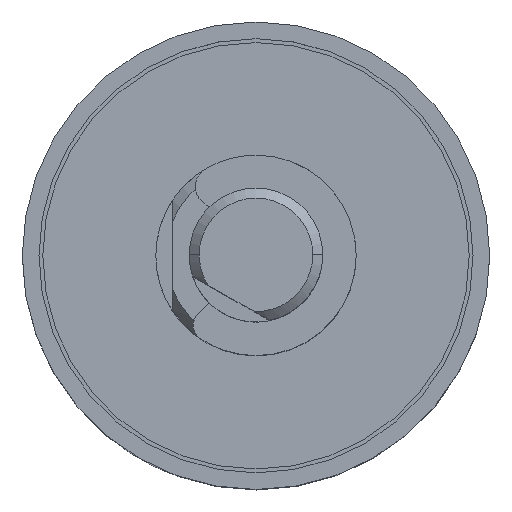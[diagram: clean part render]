
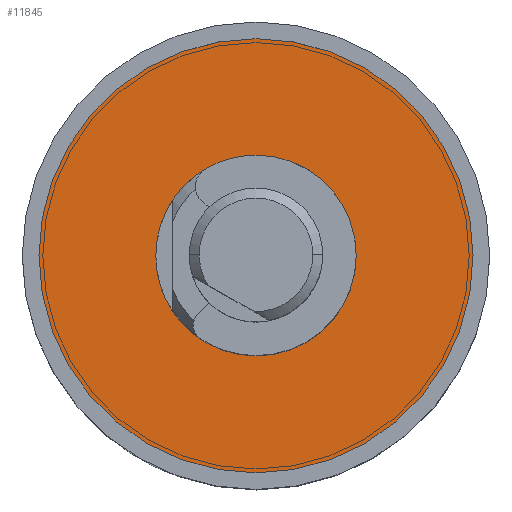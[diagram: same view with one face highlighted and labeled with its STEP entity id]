
A CAD part, top view. The second image highlights one B-rep face of the part: STEP entity #11845.
In plain terms, the highlighted planar face has unit normal (0, 0, 1).
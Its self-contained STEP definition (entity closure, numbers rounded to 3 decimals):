
#622 = CARTESIAN_POINT ( 'NONE',  ( 3., 0., 0.5 ) ) ;
#668 = CARTESIAN_POINT ( 'NONE',  ( 0., 0., 0.5 ) ) ;
#798 = DIRECTION ( 'NONE',  ( 0., 0., 1. ) ) ;
#1231 = CARTESIAN_POINT ( 'NONE',  ( 6.5, 0., 0.5 ) ) ;
#1551 = AXIS2_PLACEMENT_3D ( 'NONE', #622, #4420, #8910 ) ;
#1660 = ORIENTED_EDGE ( 'NONE', *, *, #4215, .T. ) ;
#1742 = CIRCLE ( 'NONE', #2917, 3. ) ;
#2523 = CIRCLE ( 'NONE', #7959, 3. ) ;
#2614 = CIRCLE ( 'NONE', #5612, 6.5 ) ;
#2917 = AXIS2_PLACEMENT_3D ( 'NONE', #9600, #6817, #4143 ) ;
#3446 = DIRECTION ( 'NONE',  ( 1., 0., 0. ) ) ;
#3485 = CARTESIAN_POINT ( 'NONE',  ( 0., 0., 0.5 ) ) ;
#3740 = ORIENTED_EDGE ( 'NONE', *, *, #9012, .T. ) ;
#4016 = FACE_OUTER_BOUND ( 'NONE', #11364, .T. ) ;
#4143 = DIRECTION ( 'NONE',  ( -1., 0., 0. ) ) ;
#4215 = EDGE_CURVE ( 'NONE', #7223, #6017, #2523, .T. ) ;
#4330 = DIRECTION ( 'NONE',  ( -1., 0., 0. ) ) ;
#4379 = PLANE ( 'NONE',  #1551 ) ;
#4420 = DIRECTION ( 'NONE',  ( 0., 0., 1. ) ) ;
#5030 = DIRECTION ( 'NONE',  ( 0., 0., 1. ) ) ;
#5612 = AXIS2_PLACEMENT_3D ( 'NONE', #3485, #798, #3446 ) ;
#5860 = ORIENTED_EDGE ( 'NONE', *, *, #10275, .T. ) ;
#5964 = DIRECTION ( 'NONE',  ( 1., 0., 0. ) ) ;
#6017 = VERTEX_POINT ( 'NONE', #11090 ) ;
#6817 = DIRECTION ( 'NONE',  ( 0., 0., -1. ) ) ;
#7110 = DIRECTION ( 'NONE',  ( 0., 0., -1. ) ) ;
#7208 = EDGE_CURVE ( 'NONE', #8252, #10174, #2614, .T. ) ;
#7223 = VERTEX_POINT ( 'NONE', #10856 ) ;
#7733 = CARTESIAN_POINT ( 'NONE',  ( -6.5, 0., 0.5 ) ) ;
#7755 = CARTESIAN_POINT ( 'NONE',  ( 0., 0., 0.5 ) ) ;
#7959 = AXIS2_PLACEMENT_3D ( 'NONE', #668, #7110, #4330 ) ;
#8252 = VERTEX_POINT ( 'NONE', #7733 ) ;
#8362 = EDGE_LOOP ( 'NONE', ( #1660, #5860 ) ) ;
#8910 = DIRECTION ( 'NONE',  ( 1., 0., 0. ) ) ;
#8918 = FACE_BOUND ( 'NONE', #8362, .T. ) ;
#8950 = CIRCLE ( 'NONE', #9786, 6.5 ) ;
#9012 = EDGE_CURVE ( 'NONE', #10174, #8252, #8950, .T. ) ;
#9600 = CARTESIAN_POINT ( 'NONE',  ( 0., 0., 0.5 ) ) ;
#9698 = ORIENTED_EDGE ( 'NONE', *, *, #7208, .T. ) ;
#9786 = AXIS2_PLACEMENT_3D ( 'NONE', #7755, #5030, #5964 ) ;
#10174 = VERTEX_POINT ( 'NONE', #1231 ) ;
#10275 = EDGE_CURVE ( 'NONE', #6017, #7223, #1742, .T. ) ;
#10856 = CARTESIAN_POINT ( 'NONE',  ( -3., 0., 0.5 ) ) ;
#11090 = CARTESIAN_POINT ( 'NONE',  ( 3., 0., 0.5 ) ) ;
#11364 = EDGE_LOOP ( 'NONE', ( #3740, #9698 ) ) ;
#11845 = ADVANCED_FACE ( 'NONE', ( #8918, #4016 ), #4379, .T. ) ;
